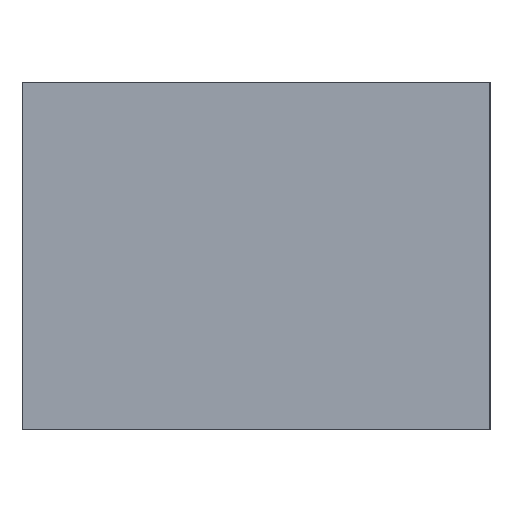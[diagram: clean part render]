
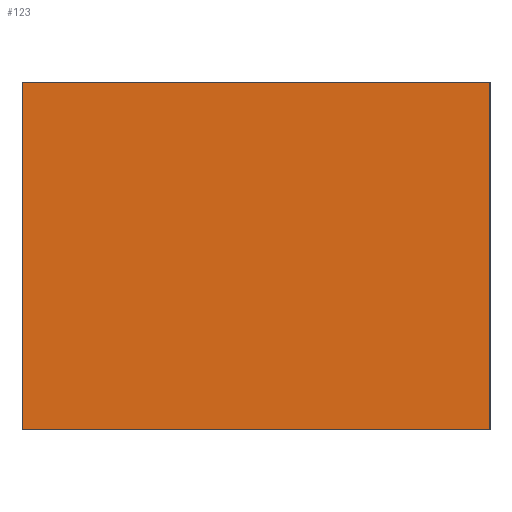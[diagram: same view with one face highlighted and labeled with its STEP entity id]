
A CAD part, left-side view. The second image highlights one B-rep face of the part: STEP entity #123.
In plain terms, the highlighted planar face has unit normal (-1, 0, 0).
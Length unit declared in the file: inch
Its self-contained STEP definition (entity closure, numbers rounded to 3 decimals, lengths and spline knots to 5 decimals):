
#21 = EDGE_CURVE ( 'NONE', #446, #458, #22, .T. ) ;
#22 = LINE ( 'NONE', #71, #72 ) ;
#23 = CARTESIAN_POINT ( 'NONE',  ( -0.0315, 0.01594, 0.02662 ) ) ;
#35 = EDGE_CURVE ( 'NONE', #131, #458, #227, .T. ) ;
#57 = ORIENTED_EDGE ( 'NONE', *, *, #355, .F. ) ;
#71 = CARTESIAN_POINT ( 'NONE',  ( -0.0315, 0.01594, 0.02662 ) ) ;
#72 = VECTOR ( 'NONE', #182, 39.37008 ) ;
#102 = VERTEX_POINT ( 'NONE', #269 ) ;
#106 = VECTOR ( 'NONE', #502, 39.37008 ) ;
#123 = ADVANCED_FACE ( 'NONE', ( #180 ), #516, .T. ) ;
#131 = VERTEX_POINT ( 'NONE', #141 ) ;
#138 = EDGE_LOOP ( 'NONE', ( #506, #436, #443, #57 ) ) ;
#141 = CARTESIAN_POINT ( 'NONE',  ( -0.0315, -0.01594, 0.003 ) ) ;
#143 = DIRECTION ( 'NONE',  ( -1., 0., 0. ) ) ;
#151 = DIRECTION ( 'NONE',  ( 0., 0., 1. ) ) ;
#180 = FACE_OUTER_BOUND ( 'NONE', #138, .T. ) ;
#182 = DIRECTION ( 'NONE',  ( 0., -1., 0. ) ) ;
#218 = CARTESIAN_POINT ( 'NONE',  ( -0.0315, 0.01594, 0.003 ) ) ;
#227 = LINE ( 'NONE', #352, #294 ) ;
#245 = CARTESIAN_POINT ( 'NONE',  ( -0.0315, 0.01594, 0.003 ) ) ;
#250 = CARTESIAN_POINT ( 'NONE',  ( -0.0315, 0.01594, 0.003 ) ) ;
#269 = CARTESIAN_POINT ( 'NONE',  ( -0.0315, 0.01594, 0.003 ) ) ;
#283 = AXIS2_PLACEMENT_3D ( 'NONE', #218, #143, #151 ) ;
#294 = VECTOR ( 'NONE', #478, 39.37008 ) ;
#295 = VECTOR ( 'NONE', #423, 39.37008 ) ;
#352 = CARTESIAN_POINT ( 'NONE',  ( -0.0315, -0.01594, 0.003 ) ) ;
#355 = EDGE_CURVE ( 'NONE', #102, #446, #456, .T. ) ;
#395 = EDGE_CURVE ( 'NONE', #102, #131, #418, .T. ) ;
#418 = LINE ( 'NONE', #245, #295 ) ;
#423 = DIRECTION ( 'NONE',  ( 0., -1., 0. ) ) ;
#429 = CARTESIAN_POINT ( 'NONE',  ( -0.0315, -0.01594, 0.02662 ) ) ;
#436 = ORIENTED_EDGE ( 'NONE', *, *, #35, .T. ) ;
#443 = ORIENTED_EDGE ( 'NONE', *, *, #21, .F. ) ;
#446 = VERTEX_POINT ( 'NONE', #23 ) ;
#456 = LINE ( 'NONE', #250, #106 ) ;
#458 = VERTEX_POINT ( 'NONE', #429 ) ;
#478 = DIRECTION ( 'NONE',  ( 0., 0., 1. ) ) ;
#502 = DIRECTION ( 'NONE',  ( 0., 0., 1. ) ) ;
#506 = ORIENTED_EDGE ( 'NONE', *, *, #395, .T. ) ;
#516 = PLANE ( 'NONE',  #283 ) ;
